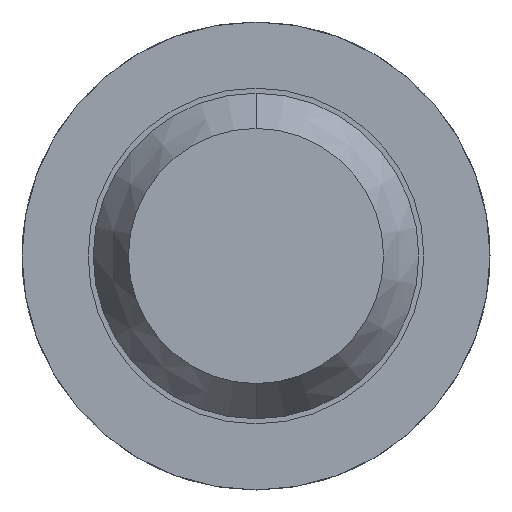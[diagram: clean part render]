
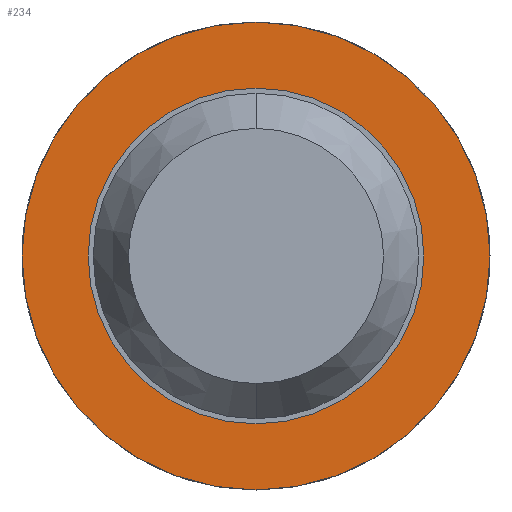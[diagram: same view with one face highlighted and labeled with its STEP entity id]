
A CAD part, front view. The second image highlights one B-rep face of the part: STEP entity #234.
In plain terms, the highlighted planar face has unit normal (0, -1, 0).
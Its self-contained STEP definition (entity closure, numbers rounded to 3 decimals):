
#153 = VERTEX_POINT ( 'NONE', #2134 ) ;
#234 = ADVANCED_FACE ( 'Defeature ausgef�hrt3_9', ( #316, #3592 ), #1846, .F. ) ;
#316 = FACE_OUTER_BOUND ( 'NONE', #1369, .T. ) ;
#419 = CARTESIAN_POINT ( 'NONE',  ( 0., -1.7, 0. ) ) ;
#459 = VERTEX_POINT ( 'NONE', #1962 ) ;
#643 = EDGE_CURVE ( 'Defeature ausgef�hrt3_5+Defeature ausgef�hrt3_9+Defeature ausgef�hrt3_9+Defeature ausgef�hrt3_9', #153, #459, #823, .T. ) ;
#672 = AXIS2_PLACEMENT_3D ( 'NONE', #3326, #1135, #3675 ) ;
#675 = EDGE_CURVE ( 'Defeature ausgef�hrt3_9+Defeature ausgef�hrt3_8+Defeature ausgef�hrt3_8+Defeature ausgef�hrt3_8', #1985, #1807, #2682, .T. ) ;
#685 = CARTESIAN_POINT ( 'NONE',  ( 0.825, -1.7, 0. ) ) ;
#762 = ORIENTED_EDGE ( 'NONE', *, *, #2404, .T. ) ;
#778 = DIRECTION ( 'NONE',  ( 0., 1., 0. ) ) ;
#823 = CIRCLE ( 'NONE', #1498, 1.15 ) ;
#1135 = DIRECTION ( 'NONE',  ( 0., 1., 0. ) ) ;
#1161 = EDGE_LOOP ( 'NONE', ( #762, #1455 ) ) ;
#1189 = CARTESIAN_POINT ( 'NONE',  ( 0., -1.7, 0. ) ) ;
#1276 = AXIS2_PLACEMENT_3D ( 'NONE', #4606, #2419, #2804 ) ;
#1369 = EDGE_LOOP ( 'NONE', ( #1437, #4619 ) ) ;
#1437 = ORIENTED_EDGE ( 'NONE', *, *, #643, .F. ) ;
#1455 = ORIENTED_EDGE ( 'NONE', *, *, #675, .T. ) ;
#1498 = AXIS2_PLACEMENT_3D ( 'NONE', #419, #1925, #3389 ) ;
#1623 = CIRCLE ( 'NONE', #672, 0.825 ) ;
#1807 = VERTEX_POINT ( 'NONE', #3119 ) ;
#1846 = PLANE ( 'NONE',  #3422 ) ;
#1925 = DIRECTION ( 'NONE',  ( 0., 1., 0. ) ) ;
#1962 = CARTESIAN_POINT ( 'NONE',  ( 0., -1.7, -1.15 ) ) ;
#1985 = VERTEX_POINT ( 'NONE', #2484 ) ;
#2134 = CARTESIAN_POINT ( 'NONE',  ( 0., -1.7, 1.15 ) ) ;
#2404 = EDGE_CURVE ( 'Defeature ausgef�hrt3_9+Defeature ausgef�hrt3_8+Defeature ausgef�hrt3_8+Defeature ausgef�hrt3_8', #1807, #1985, #1623, .T. ) ;
#2419 = DIRECTION ( 'NONE',  ( 0., 1., 0. ) ) ;
#2484 = CARTESIAN_POINT ( 'NONE',  ( 0., -1.7, -0.825 ) ) ;
#2578 = DIRECTION ( 'NONE',  ( 0., 1., 0. ) ) ;
#2682 = CIRCLE ( 'NONE', #3821, 0.825 ) ;
#2804 = DIRECTION ( 'NONE',  ( 0., 0., 1. ) ) ;
#3119 = CARTESIAN_POINT ( 'NONE',  ( 0., -1.7, 0.825 ) ) ;
#3326 = CARTESIAN_POINT ( 'NONE',  ( 0., -1.7, 0. ) ) ;
#3355 = DIRECTION ( 'NONE',  ( 0., 0., 1. ) ) ;
#3389 = DIRECTION ( 'NONE',  ( 0., 0., 1. ) ) ;
#3422 = AXIS2_PLACEMENT_3D ( 'NONE', #685, #2578, #3638 ) ;
#3526 = CIRCLE ( 'NONE', #1276, 1.15 ) ;
#3592 = FACE_BOUND ( 'NONE', #1161, .T. ) ;
#3638 = DIRECTION ( 'NONE',  ( 0., 0., 1. ) ) ;
#3675 = DIRECTION ( 'NONE',  ( 0., 0., 1. ) ) ;
#3821 = AXIS2_PLACEMENT_3D ( 'NONE', #1189, #778, #3355 ) ;
#4606 = CARTESIAN_POINT ( 'NONE',  ( 0., -1.7, 0. ) ) ;
#4619 = ORIENTED_EDGE ( 'NONE', *, *, #4691, .F. ) ;
#4691 = EDGE_CURVE ( 'Defeature ausgef�hrt3_5+Defeature ausgef�hrt3_9+Defeature ausgef�hrt3_9+Defeature ausgef�hrt3_9', #459, #153, #3526, .T. ) ;
